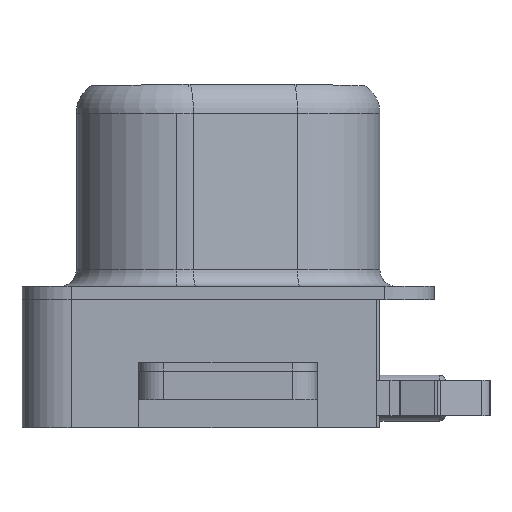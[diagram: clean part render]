
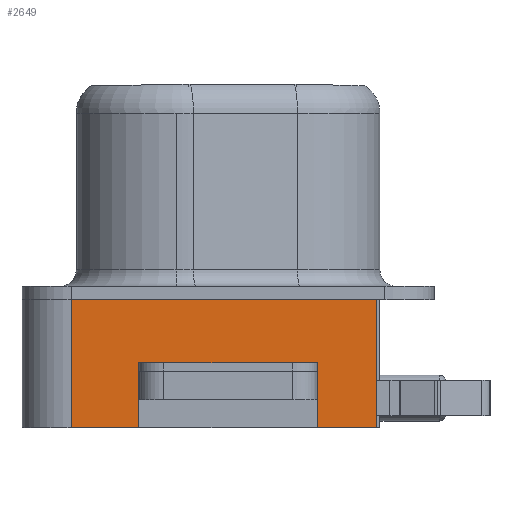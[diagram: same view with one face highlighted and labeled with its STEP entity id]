
A CAD part, left-side view. The second image highlights one B-rep face of the part: STEP entity #2649.
In plain terms, the highlighted planar face has unit normal (-1, 0, 0).
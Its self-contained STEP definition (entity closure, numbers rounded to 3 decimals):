
#1367 = ORIENTED_EDGE ( 'NONE', *, *, #11635, .F. ) ;
#1368 = ORIENTED_EDGE ( 'NONE', *, *, #11911, .T. ) ;
#1369 = ORIENTED_EDGE ( 'NONE', *, *, #11752, .F. ) ;
#1370 = ORIENTED_EDGE ( 'NONE', *, *, #11910, .T. ) ;
#1371 = ORIENTED_EDGE ( 'NONE', *, *, #11790, .T. ) ;
#1372 = ORIENTED_EDGE ( 'NONE', *, *, #11912, .F. ) ;
#1373 = ORIENTED_EDGE ( 'NONE', *, *, #11735, .F. ) ;
#1374 = ORIENTED_EDGE ( 'NONE', *, *, #11616, .F. ) ;
#2649 = ADVANCED_FACE ( 'NONE', ( #9324 ), #8866, .F. ) ;
#3560 = EDGE_LOOP ( 'NONE', ( #1367, #1368, #1369, #1370, #1371, #1372, #1373, #1374 ) ) ;
#7533 = VERTEX_POINT ( 'NONE', #8985 ) ;
#7972 = AXIS2_PLACEMENT_3D ( 'NONE', #8874, #8875, #8876 ) ;
#8866 = PLANE ( 'NONE',  #7972 ) ;
#8874 = CARTESIAN_POINT ( 'NONE',  ( -15.404, 4.775, -4.3 ) ) ;
#8875 = DIRECTION ( 'NONE',  ( 1., 0., 0. ) ) ;
#8876 = DIRECTION ( 'NONE',  ( 0., 1., 0. ) ) ;
#8985 = CARTESIAN_POINT ( 'NONE',  ( -15.404, -2.725, -4.3 ) ) ;
#9324 = FACE_OUTER_BOUND ( 'NONE', #3560, .T. ) ;
#9523 = LINE ( 'NONE', #10130, #9528 ) ;
#9528 = VECTOR ( 'NONE', #10136, 1000. ) ;
#9559 = LINE ( 'NONE', #10177, #9562 ) ;
#9562 = VECTOR ( 'NONE', #10178, 1000. ) ;
#9750 = LINE ( 'NONE', #10382, #9753 ) ;
#9753 = VECTOR ( 'NONE', #10383, 1000. ) ;
#9781 = LINE ( 'NONE', #10412, #9786 ) ;
#9786 = VECTOR ( 'NONE', #10416, 1000. ) ;
#9838 = LINE ( 'NONE', #10511, #9842 ) ;
#9842 = VECTOR ( 'NONE', #10508, 1000. ) ;
#10016 = LINE ( 'NONE', #10840, #10019 ) ;
#10018 = LINE ( 'NONE', #10842, #10021 ) ;
#10019 = VECTOR ( 'NONE', #10841, 1000. ) ;
#10020 = LINE ( 'NONE', #10844, #10023 ) ;
#10021 = VECTOR ( 'NONE', #10843, 1000. ) ;
#10023 = VECTOR ( 'NONE', #10845, 1000. ) ;
#10130 = CARTESIAN_POINT ( 'NONE',  ( -15.404, 2.725, -2.32 ) ) ;
#10136 = DIRECTION ( 'NONE',  ( 0., 0., -1. ) ) ;
#10177 = CARTESIAN_POINT ( 'NONE',  ( -15.404, -2.725, -2.32 ) ) ;
#10178 = DIRECTION ( 'NONE',  ( 0., 1., 0. ) ) ;
#10382 = CARTESIAN_POINT ( 'NONE',  ( -15.404, 4.775, -4.3 ) ) ;
#10383 = DIRECTION ( 'NONE',  ( 0., 1., 0. ) ) ;
#10412 = CARTESIAN_POINT ( 'NONE',  ( -15.404, 4.775, -4.3 ) ) ;
#10416 = DIRECTION ( 'NONE',  ( 0., 1., 0. ) ) ;
#10508 = DIRECTION ( 'NONE',  ( 0., 1., 0. ) ) ;
#10511 = CARTESIAN_POINT ( 'NONE',  ( -15.404, 4.775, -0.4 ) ) ;
#10840 = CARTESIAN_POINT ( 'NONE',  ( -15.404, -4.525, -4.3 ) ) ;
#10841 = DIRECTION ( 'NONE',  ( 0., 0., 1. ) ) ;
#10842 = CARTESIAN_POINT ( 'NONE',  ( -15.404, -2.725, -2.32 ) ) ;
#10843 = DIRECTION ( 'NONE',  ( 0., 0., -1. ) ) ;
#10844 = CARTESIAN_POINT ( 'NONE',  ( -15.404, 4.775, -4.3 ) ) ;
#10845 = DIRECTION ( 'NONE',  ( 0., 0., 1. ) ) ;
#11175 = CARTESIAN_POINT ( 'NONE',  ( -15.404, -4.525, -0.4 ) ) ;
#11229 = CARTESIAN_POINT ( 'NONE',  ( -15.404, 2.725, -4.3 ) ) ;
#11255 = CARTESIAN_POINT ( 'NONE',  ( -15.404, 2.725, -2.32 ) ) ;
#11284 = CARTESIAN_POINT ( 'NONE',  ( -15.404, -2.725, -2.32 ) ) ;
#11311 = CARTESIAN_POINT ( 'NONE',  ( -15.404, 4.775, -0.4 ) ) ;
#11389 = CARTESIAN_POINT ( 'NONE',  ( -15.404, 4.775, -4.3 ) ) ;
#11450 = CARTESIAN_POINT ( 'NONE',  ( -15.404, -4.525, -4.3 ) ) ;
#11616 = EDGE_CURVE ( 'NONE', #12359, #12333, #9523, .T. ) ;
#11635 = EDGE_CURVE ( 'NONE', #12388, #12359, #9559, .T. ) ;
#11735 = EDGE_CURVE ( 'NONE', #12333, #12493, #9750, .T. ) ;
#11752 = EDGE_CURVE ( 'NONE', #12554, #7533, #9781, .T. ) ;
#11790 = EDGE_CURVE ( 'NONE', #12279, #12415, #9838, .T. ) ;
#11910 = EDGE_CURVE ( 'NONE', #12554, #12279, #10016, .T. ) ;
#11911 = EDGE_CURVE ( 'NONE', #12388, #7533, #10018, .T. ) ;
#11912 = EDGE_CURVE ( 'NONE', #12493, #12415, #10020, .T. ) ;
#12279 = VERTEX_POINT ( 'NONE', #11175 ) ;
#12333 = VERTEX_POINT ( 'NONE', #11229 ) ;
#12359 = VERTEX_POINT ( 'NONE', #11255 ) ;
#12388 = VERTEX_POINT ( 'NONE', #11284 ) ;
#12415 = VERTEX_POINT ( 'NONE', #11311 ) ;
#12493 = VERTEX_POINT ( 'NONE', #11389 ) ;
#12554 = VERTEX_POINT ( 'NONE', #11450 ) ;
